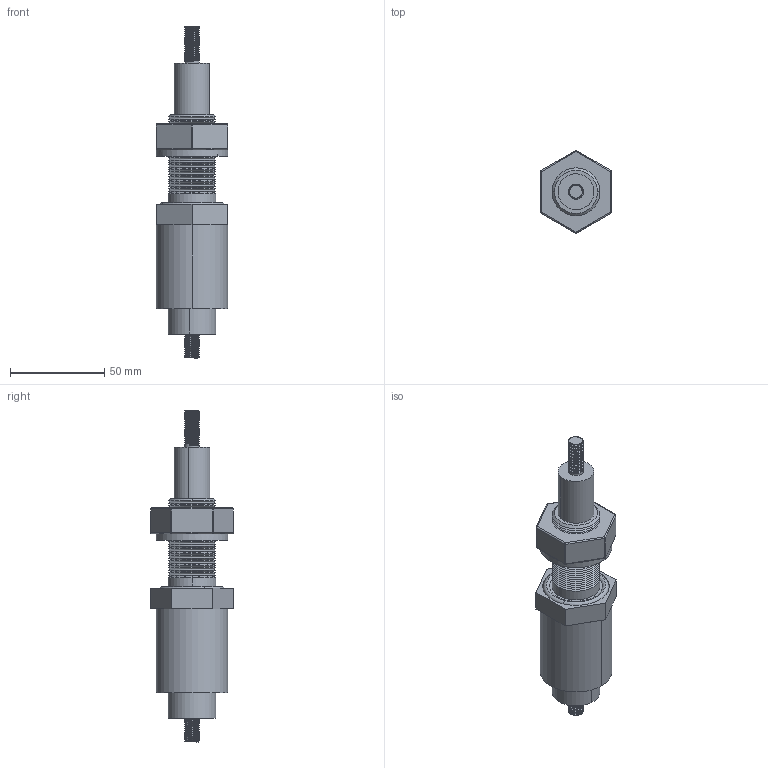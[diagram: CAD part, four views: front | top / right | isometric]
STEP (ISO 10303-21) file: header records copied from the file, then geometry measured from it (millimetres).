
FILE_DESCRIPTION (( 'STEP AP203' ), '1' );
FILE_NAME ('A13968-1.STEP', '2019-06-12T14:50:51', ( '' ), ( '' ), 'SwSTEP 2.0', 'SolidWorks 2019', '' );
FILE_SCHEMA (( 'CONFIG_CONTROL_DESIGN' ));
Length unit declared in the file: inch
Products named in the file (1): A13968-1
Bounding box: 38.1 x 43.99 x 176.02 mm (x, y, z)
Volume: 87678.5 mm3; surface area: 34429.5 mm2
Topology: 1 solids, 15 shells, 349 faces, 825 edges, 490 vertices
Faces by surface type: cone 166, cylinder 108, plane 49, sphere 12, torus 8, bspline 6
Entity records: 15403 total; most frequent: CARTESIAN_POINT 7530, DIRECTION 1705, ORIENTED_EDGE 1634, EDGE_CURVE 817, AXIS2_PLACEMENT_3D 689, VERTEX_POINT 486, EDGE_LOOP 365, ADVANCED_FACE 349
